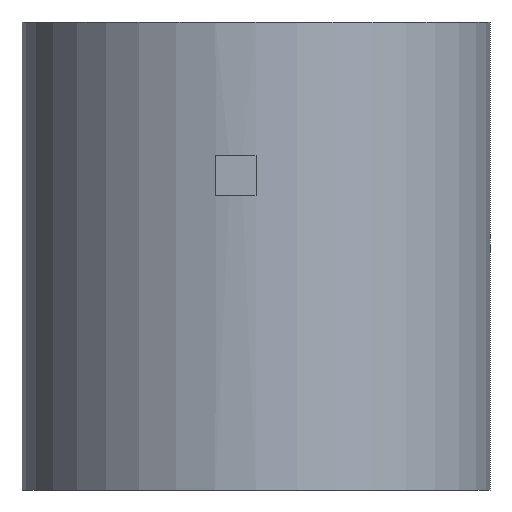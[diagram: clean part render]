
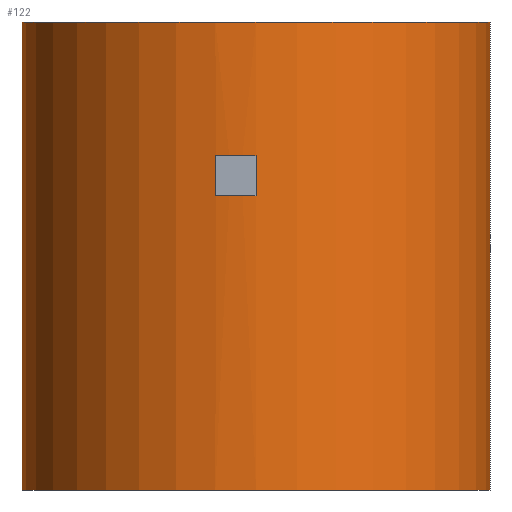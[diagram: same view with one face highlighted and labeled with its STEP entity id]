
A CAD part, front view. The second image highlights one B-rep face of the part: STEP entity #122.
In plain terms, the highlighted cylindrical face has radius 17.5 mm (diameter 35 mm), a partial arc.
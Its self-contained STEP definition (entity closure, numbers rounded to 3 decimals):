
#3 = LINE ( 'NONE', #672, #918 ) ;
#5 = CARTESIAN_POINT ( 'NONE',  ( -3., -17.241, 22. ) ) ;
#6 = CARTESIAN_POINT ( 'NONE',  ( 17.5, 0., 0. ) ) ;
#16 = CARTESIAN_POINT ( 'NONE',  ( 0., 0., 35. ) ) ;
#43 = CARTESIAN_POINT ( 'NONE',  ( -17.5, 0., 0. ) ) ;
#66 = VERTEX_POINT ( 'NONE', #344 ) ;
#68 = VERTEX_POINT ( 'NONE', #43 ) ;
#80 = EDGE_LOOP ( 'NONE', ( #419, #170, #868, #522 ) ) ;
#111 = EDGE_CURVE ( 'NONE', #153, #66, #137, .T. ) ;
#122 = ADVANCED_FACE ( 'NONE', ( #608, #907 ), #151, .T. ) ;
#137 = CIRCLE ( 'NONE', #192, 17.5 ) ;
#150 = EDGE_CURVE ( 'NONE', #945, #535, #897, .T. ) ;
#151 = CYLINDRICAL_SURFACE ( 'NONE', #900, 17.5 ) ;
#153 = VERTEX_POINT ( 'NONE', #595 ) ;
#164 = DIRECTION ( 'NONE',  ( -1., 0., 0. ) ) ;
#170 = ORIENTED_EDGE ( 'NONE', *, *, #606, .T. ) ;
#177 = EDGE_CURVE ( 'NONE', #798, #68, #3, .T. ) ;
#181 = DIRECTION ( 'NONE',  ( 0., 0., -1. ) ) ;
#192 = AXIS2_PLACEMENT_3D ( 'NONE', #563, #497, #641 ) ;
#239 = DIRECTION ( 'NONE',  ( 0., 0., -1. ) ) ;
#255 = DIRECTION ( 'NONE',  ( 0., 0., -1. ) ) ;
#259 = DIRECTION ( 'NONE',  ( -1., 0., 0. ) ) ;
#329 = VECTOR ( 'NONE', #239, 1000. ) ;
#344 = CARTESIAN_POINT ( 'NONE',  ( 0., -17.5, 25. ) ) ;
#348 = DIRECTION ( 'NONE',  ( -1., 0., 0. ) ) ;
#363 = EDGE_LOOP ( 'NONE', ( #820, #629, #408, #537 ) ) ;
#372 = VERTEX_POINT ( 'NONE', #6 ) ;
#394 = DIRECTION ( 'NONE',  ( -1., 0., 0. ) ) ;
#401 = DIRECTION ( 'NONE',  ( 0., 0., 1. ) ) ;
#402 = VECTOR ( 'NONE', #255, 1000. ) ;
#408 = ORIENTED_EDGE ( 'NONE', *, *, #111, .T. ) ;
#419 = ORIENTED_EDGE ( 'NONE', *, *, #937, .F. ) ;
#442 = LINE ( 'NONE', #701, #402 ) ;
#469 = CARTESIAN_POINT ( 'NONE',  ( 0., 0., 22. ) ) ;
#472 = CARTESIAN_POINT ( 'NONE',  ( 17.5, 0., 35. ) ) ;
#497 = DIRECTION ( 'NONE',  ( 0., 0., 1. ) ) ;
#511 = EDGE_CURVE ( 'NONE', #535, #66, #930, .T. ) ;
#522 = ORIENTED_EDGE ( 'NONE', *, *, #682, .F. ) ;
#530 = DIRECTION ( 'NONE',  ( 0., 0., -1. ) ) ;
#535 = VERTEX_POINT ( 'NONE', #757 ) ;
#537 = ORIENTED_EDGE ( 'NONE', *, *, #511, .F. ) ;
#563 = CARTESIAN_POINT ( 'NONE',  ( 0., 0., 25. ) ) ;
#565 = DIRECTION ( 'NONE',  ( 0., 0., -1. ) ) ;
#595 = CARTESIAN_POINT ( 'NONE',  ( -3., -17.241, 25. ) ) ;
#606 = EDGE_CURVE ( 'NONE', #950, #798, #968, .T. ) ;
#608 = FACE_OUTER_BOUND ( 'NONE', #80, .T. ) ;
#615 = LINE ( 'NONE', #472, #329 ) ;
#617 = CARTESIAN_POINT ( 'NONE',  ( -17.5, 0., 35. ) ) ;
#628 = VECTOR ( 'NONE', #401, 1000. ) ;
#629 = ORIENTED_EDGE ( 'NONE', *, *, #644, .F. ) ;
#635 = CARTESIAN_POINT ( 'NONE',  ( 0., 0., 0. ) ) ;
#641 = DIRECTION ( 'NONE',  ( -1., 0., 0. ) ) ;
#644 = EDGE_CURVE ( 'NONE', #153, #945, #442, .T. ) ;
#672 = CARTESIAN_POINT ( 'NONE',  ( -17.5, 0., 35. ) ) ;
#682 = EDGE_CURVE ( 'NONE', #372, #68, #803, .T. ) ;
#701 = CARTESIAN_POINT ( 'NONE',  ( -3., -17.241, 35. ) ) ;
#740 = AXIS2_PLACEMENT_3D ( 'NONE', #16, #842, #164 ) ;
#757 = CARTESIAN_POINT ( 'NONE',  ( 0., -17.5, 22. ) ) ;
#765 = CARTESIAN_POINT ( 'NONE',  ( 0., -17.5, 35. ) ) ;
#767 = AXIS2_PLACEMENT_3D ( 'NONE', #635, #565, #348 ) ;
#768 = DIRECTION ( 'NONE',  ( 0., 0., 1. ) ) ;
#784 = CARTESIAN_POINT ( 'NONE',  ( 0., 0., 35. ) ) ;
#798 = VERTEX_POINT ( 'NONE', #617 ) ;
#803 = CIRCLE ( 'NONE', #767, 17.5 ) ;
#820 = ORIENTED_EDGE ( 'NONE', *, *, #150, .F. ) ;
#839 = AXIS2_PLACEMENT_3D ( 'NONE', #469, #768, #394 ) ;
#842 = DIRECTION ( 'NONE',  ( 0., 0., -1. ) ) ;
#868 = ORIENTED_EDGE ( 'NONE', *, *, #177, .T. ) ;
#897 = CIRCLE ( 'NONE', #839, 17.5 ) ;
#900 = AXIS2_PLACEMENT_3D ( 'NONE', #784, #181, #259 ) ;
#907 = FACE_BOUND ( 'NONE', #363, .T. ) ;
#916 = CARTESIAN_POINT ( 'NONE',  ( 17.5, 0., 35. ) ) ;
#918 = VECTOR ( 'NONE', #530, 1000. ) ;
#930 = LINE ( 'NONE', #765, #628 ) ;
#937 = EDGE_CURVE ( 'NONE', #950, #372, #615, .T. ) ;
#945 = VERTEX_POINT ( 'NONE', #5 ) ;
#950 = VERTEX_POINT ( 'NONE', #916 ) ;
#968 = CIRCLE ( 'NONE', #740, 17.5 ) ;
